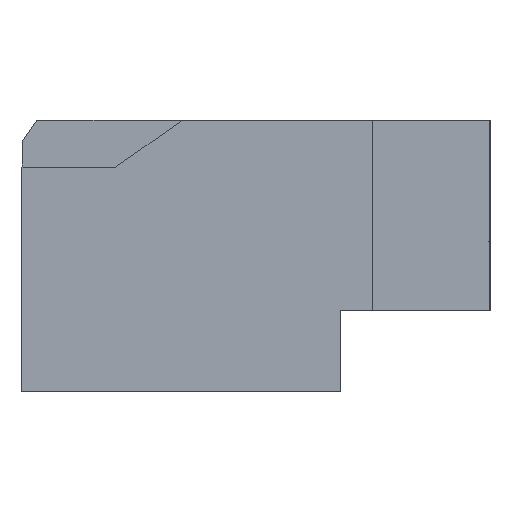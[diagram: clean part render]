
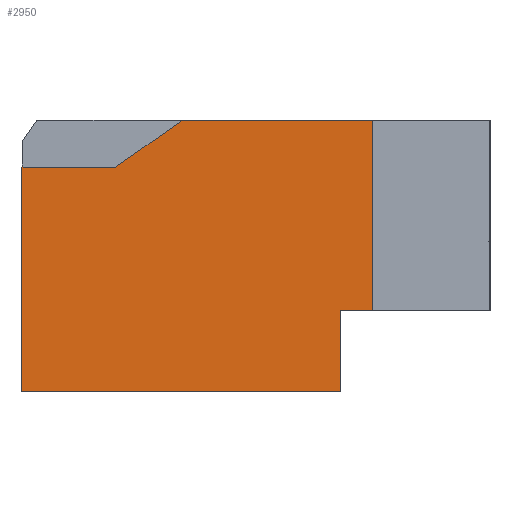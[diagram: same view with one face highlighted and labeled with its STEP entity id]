
A CAD part, left-side view. The second image highlights one B-rep face of the part: STEP entity #2950.
In plain terms, the highlighted planar face has unit normal (-1, 0, 0).
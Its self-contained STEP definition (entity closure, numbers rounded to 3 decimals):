
#325=DIRECTION('',(0.,-1.,0.));
#326=VECTOR('',#325,30.489);
#327=CARTESIAN_POINT('',(-126.1,106.289,45.3));
#328=LINE('',#327,#326);
#976=DIRECTION('',(0.,0.,-1.));
#977=VECTOR('',#976,36.);
#978=CARTESIAN_POINT('',(-126.1,132.,37.8));
#979=LINE('',#978,#977);
#983=DIRECTION('',(0.,1.,0.));
#984=VECTOR('',#983,15.);
#985=CARTESIAN_POINT('',(-126.1,117.,37.8));
#986=LINE('',#985,#984);
#990=DIRECTION('',(0.,0.819,-0.574));
#991=VECTOR('',#990,13.076);
#992=CARTESIAN_POINT('',(-126.1,106.289,45.3));
#993=LINE('',#992,#991);
#997=DIRECTION('',(0.,0.,1.));
#998=VECTOR('',#997,30.5);
#999=CARTESIAN_POINT('',(-126.1,75.8,14.8));
#1000=LINE('',#999,#998);
#1004=DIRECTION('',(0.,-1.,0.));
#1005=VECTOR('',#1004,5.2);
#1006=CARTESIAN_POINT('',(-126.1,81.,14.8));
#1007=LINE('',#1006,#1005);
#1011=DIRECTION('',(0.,0.,1.));
#1012=VECTOR('',#1011,13.);
#1013=CARTESIAN_POINT('',(-126.1,81.,1.8));
#1014=LINE('',#1013,#1012);
#1018=DIRECTION('',(0.,-1.,0.));
#1019=VECTOR('',#1018,51.);
#1020=CARTESIAN_POINT('',(-126.1,132.,1.8));
#1021=LINE('',#1020,#1019);
#2002=CARTESIAN_POINT('',(-126.1,132.,37.8));
#2003=CARTESIAN_POINT('',(-126.1,132.,1.8));
#2004=VERTEX_POINT('',#2002);
#2005=VERTEX_POINT('',#2003);
#2031=CARTESIAN_POINT('',(-126.1,75.8,14.8));
#2033=VERTEX_POINT('',#2031);
#2034=CARTESIAN_POINT('',(-126.1,81.,1.8));
#2035=VERTEX_POINT('',#2034);
#2036=CARTESIAN_POINT('',(-126.1,117.,37.8));
#2037=VERTEX_POINT('',#2036);
#2078=CARTESIAN_POINT('',(-126.1,81.,14.8));
#2079=VERTEX_POINT('',#2078);
#2082=CARTESIAN_POINT('',(-126.1,106.289,45.3));
#2083=VERTEX_POINT('',#2082);
#2130=CARTESIAN_POINT('',(-126.1,75.8,45.3));
#2131=VERTEX_POINT('',#2130);
#2930=CARTESIAN_POINT('',(-126.1,133.,13.8));
#2931=DIRECTION('',(1.,0.,0.));
#2932=DIRECTION('',(0.,0.,1.));
#2933=AXIS2_PLACEMENT_3D('',#2930,#2931,#2932);
#2934=PLANE('',#2933);
#2936=ORIENTED_EDGE('',*,*,#2935,.F.);
#2938=ORIENTED_EDGE('',*,*,#2937,.F.);
#2940=ORIENTED_EDGE('',*,*,#2939,.F.);
#2941=ORIENTED_EDGE('',*,*,#2323,.T.);
#2942=ORIENTED_EDGE('',*,*,#2899,.F.);
#2943=ORIENTED_EDGE('',*,*,#2878,.F.);
#2945=ORIENTED_EDGE('',*,*,#2944,.F.);
#2947=ORIENTED_EDGE('',*,*,#2946,.F.);
#2948=EDGE_LOOP('',(#2936,#2938,#2940,#2941,#2942,#2943,#2945,#2947));
#2949=FACE_OUTER_BOUND('',#2948,.F.);
#2323=EDGE_CURVE('',#2083,#2131,#328,.T.);
#2878=EDGE_CURVE('',#2079,#2033,#1007,.T.);
#2899=EDGE_CURVE('',#2033,#2131,#1000,.T.);
#2935=EDGE_CURVE('',#2004,#2005,#979,.T.);
#2937=EDGE_CURVE('',#2037,#2004,#986,.T.);
#2939=EDGE_CURVE('',#2083,#2037,#993,.T.);
#2944=EDGE_CURVE('',#2035,#2079,#1014,.T.);
#2946=EDGE_CURVE('',#2005,#2035,#1021,.T.);
#2950=ADVANCED_FACE('',(#2949),#2934,.F.);
